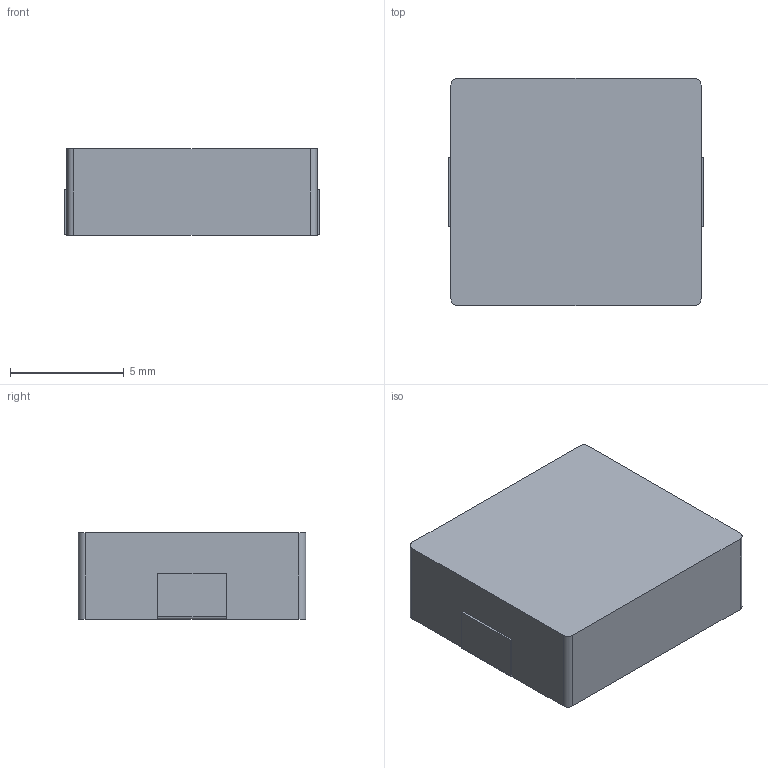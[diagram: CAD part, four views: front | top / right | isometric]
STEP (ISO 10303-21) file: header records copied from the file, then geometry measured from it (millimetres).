
FILE_DESCRIPTION(/* description */ (''),/* implementation_level */ '2;1');
FILE_NAME(/* name */ 'L_Abracon_AMDLA1004S.step',/* time_stamp */ '2026-02-28T14:26:33+01:00',/* author */ (''),/* organization */ (''),/* preprocessor_version */ 'ST-DEVELOPER v20.1',/* originating_system */ 'Autodesk Translation Framework v14.24.0.0',/* authorisation */ '');
FILE_SCHEMA (('AUTOMOTIVE_DESIGN { 1 0 10303 214 3 1 1 }'));
Length unit declared in the file: millimetre
Products named in the file (1): L_Abracon_AMDLA1004S
Bounding box: 11.2 x 10 x 3.8 mm (x, y, z)
Volume: 418.9 mm3; surface area: 428.8 mm2
Topology: 3 solids, 3 shells, 36 faces, 90 edges, 60 vertices
Faces by surface type: plane 30, cylinder 6
Entity records: 1111 total; most frequent: CARTESIAN_POINT 187, ORIENTED_EDGE 180, DIRECTION 176, EDGE_CURVE 90, LINE 78, VECTOR 78, VERTEX_POINT 60, AXIS2_PLACEMENT_3D 49
